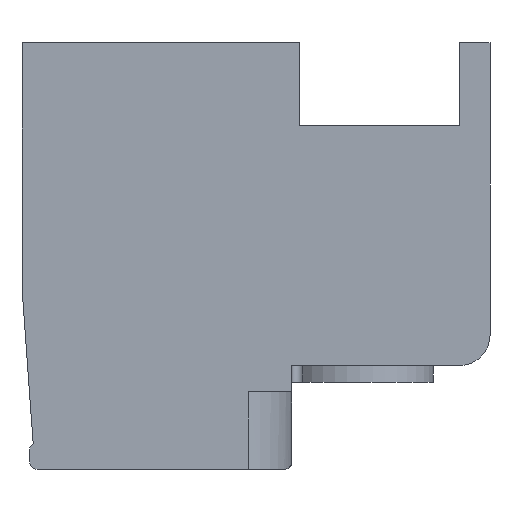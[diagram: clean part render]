
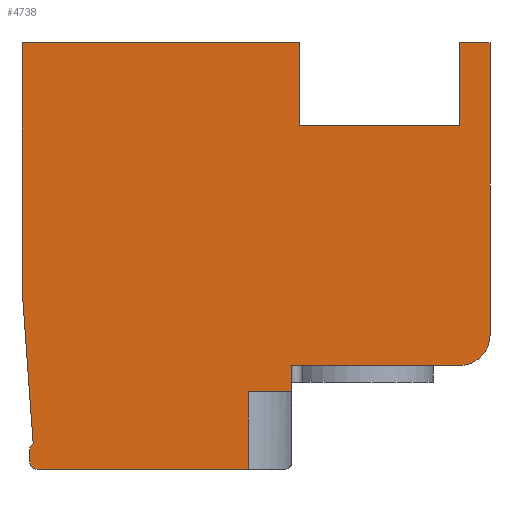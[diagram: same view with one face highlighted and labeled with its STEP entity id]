
A CAD part, front view. The second image highlights one B-rep face of the part: STEP entity #4738.
In plain terms, the highlighted planar face has unit normal (0, -1, 0).
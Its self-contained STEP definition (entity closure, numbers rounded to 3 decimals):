
#1=DIRECTION('',(0.,0.,1.));
#2=VECTOR('',#1,2.05);
#3=CARTESIAN_POINT('',(-0.15,0.,-6.175));
#4=LINE('',#3,#2);
#5=DIRECTION('',(-1.,0.,0.));
#6=VECTOR('',#5,5.6);
#7=CARTESIAN_POINT('',(-0.15,0.,-6.175));
#8=LINE('',#7,#6);
#9=CARTESIAN_POINT('',(-5.75,0.,-5.975));
#10=DIRECTION('',(0.,1.,0.));
#11=DIRECTION('',(0.,0.,-1.));
#12=AXIS2_PLACEMENT_3D('',#9,#10,#11);
#14=DIRECTION('',(0.,0.,1.));
#15=VECTOR('',#14,0.3);
#16=CARTESIAN_POINT('',(-5.95,0.,-5.975));
#17=LINE('',#16,#15);
#18=CARTESIAN_POINT('',(-5.75,0.,-5.675));
#19=DIRECTION('',(0.,1.,0.));
#20=DIRECTION('',(-1.,0.,0.));
#21=AXIS2_PLACEMENT_3D('',#18,#19,#20);
#23=DIRECTION('',(-0.072,0.,0.997));
#24=VECTOR('',#23,4.13);
#25=CARTESIAN_POINT('',(-5.854,0.,-5.504));
#26=LINE('',#25,#24);
#27=DIRECTION('',(0.,0.,1.));
#28=VECTOR('',#27,6.51);
#29=CARTESIAN_POINT('',(-6.15,0.,-1.385));
#30=LINE('',#29,#28);
#31=DIRECTION('',(1.,0.,0.));
#32=VECTOR('',#31,7.35);
#33=CARTESIAN_POINT('',(-6.15,0.,5.125));
#34=LINE('',#33,#32);
#35=DIRECTION('',(0.,0.,-1.));
#36=VECTOR('',#35,2.2);
#37=CARTESIAN_POINT('',(1.2,0.,5.125));
#38=LINE('',#37,#36);
#39=DIRECTION('',(1.,0.,0.));
#40=VECTOR('',#39,4.25);
#41=CARTESIAN_POINT('',(1.2,0.,2.925));
#42=LINE('',#41,#40);
#43=DIRECTION('',(0.,0.,1.));
#44=VECTOR('',#43,2.2);
#45=CARTESIAN_POINT('',(5.45,0.,2.925));
#46=LINE('',#45,#44);
#47=DIRECTION('',(1.,0.,0.));
#48=VECTOR('',#47,0.8);
#49=CARTESIAN_POINT('',(5.45,0.,5.125));
#50=LINE('',#49,#48);
#51=DIRECTION('',(0.,0.,-1.));
#52=VECTOR('',#51,7.75);
#53=CARTESIAN_POINT('',(6.25,0.,5.125));
#54=LINE('',#53,#52);
#55=CARTESIAN_POINT('',(5.45,0.,-2.625));
#56=DIRECTION('',(0.,1.,0.));
#57=DIRECTION('',(1.,0.,0.));
#58=AXIS2_PLACEMENT_3D('',#55,#56,#57);
#60=DIRECTION('',(-1.,0.,0.));
#61=VECTOR('',#60,4.45);
#62=CARTESIAN_POINT('',(5.45,0.,-3.425));
#63=LINE('',#62,#61);
#64=DIRECTION('',(0.,0.,-1.));
#65=VECTOR('',#64,0.7);
#66=CARTESIAN_POINT('',(1.,0.,-3.425));
#67=LINE('',#66,#65);
#68=DIRECTION('',(1.,0.,0.));
#69=VECTOR('',#68,1.15);
#70=CARTESIAN_POINT('',(-0.15,0.,-4.125));
#71=LINE('',#70,#69);
#3639=CARTESIAN_POINT('',(6.25,0.,5.125));
#3640=CARTESIAN_POINT('',(6.25,0.,-2.625));
#3641=VERTEX_POINT('',#3639);
#3642=VERTEX_POINT('',#3640);
#3643=CARTESIAN_POINT('',(5.45,0.,-3.425));
#3644=VERTEX_POINT('',#3643);
#3645=CARTESIAN_POINT('',(1.,0.,-3.425));
#3646=VERTEX_POINT('',#3645);
#3647=CARTESIAN_POINT('',(-5.75,0.,-6.175));
#3648=CARTESIAN_POINT('',(-5.95,0.,-5.975));
#3649=VERTEX_POINT('',#3647);
#3650=VERTEX_POINT('',#3648);
#3651=CARTESIAN_POINT('',(-5.95,0.,-5.675));
#3652=VERTEX_POINT('',#3651);
#3653=CARTESIAN_POINT('',(-5.854,0.,-5.504));
#3654=VERTEX_POINT('',#3653);
#3655=CARTESIAN_POINT('',(-6.15,0.,-1.385));
#3656=VERTEX_POINT('',#3655);
#3657=CARTESIAN_POINT('',(-6.15,0.,5.125));
#3658=VERTEX_POINT('',#3657);
#3659=CARTESIAN_POINT('',(1.2,0.,5.125));
#3660=CARTESIAN_POINT('',(1.2,0.,2.925));
#3661=VERTEX_POINT('',#3659);
#3662=VERTEX_POINT('',#3660);
#3663=CARTESIAN_POINT('',(5.45,0.,2.925));
#3664=VERTEX_POINT('',#3663);
#3665=CARTESIAN_POINT('',(5.45,0.,5.125));
#3666=VERTEX_POINT('',#3665);
#4117=CARTESIAN_POINT('',(-0.15,0.,-6.175));
#4118=CARTESIAN_POINT('',(-0.15,0.,-4.125));
#4119=VERTEX_POINT('',#4117);
#4120=VERTEX_POINT('',#4118);
#4121=CARTESIAN_POINT('',(1.,0.,-4.125));
#4122=VERTEX_POINT('',#4121);
#4697=CARTESIAN_POINT('',(0.,0.,0.));
#4698=DIRECTION('',(0.,1.,0.));
#4699=DIRECTION('',(1.,0.,0.));
#4700=AXIS2_PLACEMENT_3D('',#4697,#4698,#4699);
#4701=PLANE('',#4700);
#4703=ORIENTED_EDGE('',*,*,#4702,.F.);
#4705=ORIENTED_EDGE('',*,*,#4704,.T.);
#4707=ORIENTED_EDGE('',*,*,#4706,.T.);
#4709=ORIENTED_EDGE('',*,*,#4708,.T.);
#4711=ORIENTED_EDGE('',*,*,#4710,.T.);
#4713=ORIENTED_EDGE('',*,*,#4712,.T.);
#4715=ORIENTED_EDGE('',*,*,#4714,.T.);
#4717=ORIENTED_EDGE('',*,*,#4716,.T.);
#4719=ORIENTED_EDGE('',*,*,#4718,.T.);
#4721=ORIENTED_EDGE('',*,*,#4720,.T.);
#4723=ORIENTED_EDGE('',*,*,#4722,.T.);
#4725=ORIENTED_EDGE('',*,*,#4724,.T.);
#4727=ORIENTED_EDGE('',*,*,#4726,.T.);
#4729=ORIENTED_EDGE('',*,*,#4728,.T.);
#4731=ORIENTED_EDGE('',*,*,#4730,.T.);
#4733=ORIENTED_EDGE('',*,*,#4732,.T.);
#4735=ORIENTED_EDGE('',*,*,#4734,.F.);
#4736=EDGE_LOOP('',(#4703,#4705,#4707,#4709,#4711,#4713,#4715,#4717,#4719,#4721,
#4723,#4725,#4727,#4729,#4731,#4733,#4735));
#4737=FACE_OUTER_BOUND('',#4736,.F.);
#4738=ADVANCED_FACE('',(#4737),#4701,.F.);
#13=CIRCLE('',#12,0.2);
#22=CIRCLE('',#21,0.2);
#59=CIRCLE('',#58,0.8);
#4702=EDGE_CURVE('',#4119,#4120,#4,.T.);
#4704=EDGE_CURVE('',#4119,#3649,#8,.T.);
#4706=EDGE_CURVE('',#3649,#3650,#13,.T.);
#4708=EDGE_CURVE('',#3650,#3652,#17,.T.);
#4710=EDGE_CURVE('',#3652,#3654,#22,.T.);
#4712=EDGE_CURVE('',#3654,#3656,#26,.T.);
#4714=EDGE_CURVE('',#3656,#3658,#30,.T.);
#4716=EDGE_CURVE('',#3658,#3661,#34,.T.);
#4718=EDGE_CURVE('',#3661,#3662,#38,.T.);
#4720=EDGE_CURVE('',#3662,#3664,#42,.T.);
#4722=EDGE_CURVE('',#3664,#3666,#46,.T.);
#4724=EDGE_CURVE('',#3666,#3641,#50,.T.);
#4726=EDGE_CURVE('',#3641,#3642,#54,.T.);
#4728=EDGE_CURVE('',#3642,#3644,#59,.T.);
#4730=EDGE_CURVE('',#3644,#3646,#63,.T.);
#4732=EDGE_CURVE('',#3646,#4122,#67,.T.);
#4734=EDGE_CURVE('',#4120,#4122,#71,.T.);
